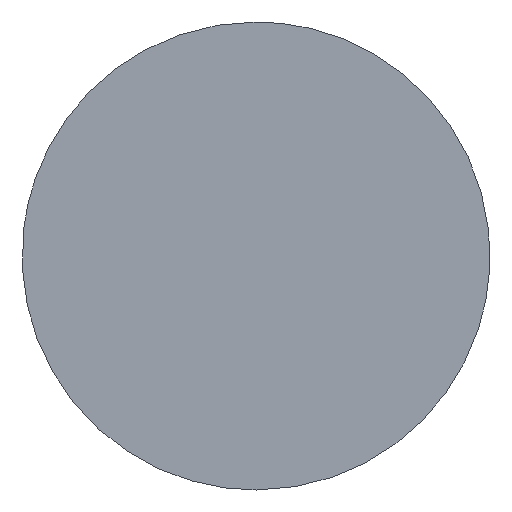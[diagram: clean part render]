
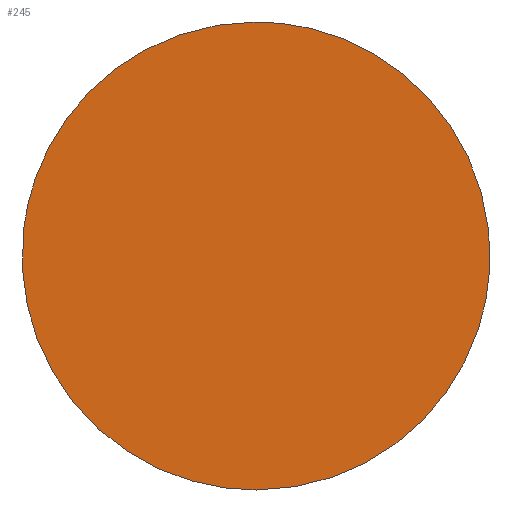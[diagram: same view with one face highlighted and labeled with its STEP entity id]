
A CAD part, front view. The second image highlights one B-rep face of the part: STEP entity #245.
In plain terms, the highlighted free-form (B-spline) face has degree [1, 1] with [2, 2] control points.
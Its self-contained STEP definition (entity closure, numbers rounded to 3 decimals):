
#70=CARTESIAN_POINT('',(-6.455,0.,0.767));
#71=VERTEX_POINT('',#70);
#72=CARTESIAN_POINT('',(0.0,0.0,-6.5));
#73=VERTEX_POINT('',#72);
#74=CARTESIAN_POINT('',(-6.455,0.,0.767));
#75=CARTESIAN_POINT('',(-6.5,0.0,0.385));
#76=CARTESIAN_POINT('',(-6.5,0.0,0.0));
#77=CARTESIAN_POINT('',(-6.5,0.0,-6.5));
#78=CARTESIAN_POINT('',(0.0,0.0,-6.5));
#86=(BOUNDED_CURVE()B_SPLINE_CURVE(2,(#74,#75,#76,#77,#78),.UNSPECIFIED.,.F.,.U.)B_SPLINE_CURVE_WITH_KNOTS((3,2,3),(0.23,0.25,0.5),.UNSPECIFIED.)CURVE()GEOMETRIC_REPRESENTATION_ITEM()RATIONAL_B_SPLINE_CURVE((0.956,0.976,1.0,0.707,1.0))REPRESENTATION_ITEM(''));
#87=EDGE_CURVE('',#71,#73,#86,.T.);
#128=CARTESIAN_POINT('',(6.488,0.,-0.397));
#129=VERTEX_POINT('',#128);
#135=CARTESIAN_POINT('',(0.0,0.0,-6.5));
#136=CARTESIAN_POINT('',(6.115,0.0,-6.5));
#137=CARTESIAN_POINT('',(6.488,0.,-0.397));
#145=(BOUNDED_CURVE()B_SPLINE_CURVE(2,(#135,#136,#137),.UNSPECIFIED.,.F.,.U.)B_SPLINE_CURVE_WITH_KNOTS((3,3),(0.5,0.739),.UNSPECIFIED.)CURVE()GEOMETRIC_REPRESENTATION_ITEM()RATIONAL_B_SPLINE_CURVE((1.0,0.72,0.976))REPRESENTATION_ITEM(''));
#146=EDGE_CURVE('',#73,#129,#145,.T.);
#169=CARTESIAN_POINT('',(0.0,0.0,6.5));
#170=VERTEX_POINT('',#169);
#171=CARTESIAN_POINT('',(0.0,0.0,6.5));
#172=CARTESIAN_POINT('',(-5.773,0.0,6.5));
#173=CARTESIAN_POINT('',(-6.455,0.,0.767));
#181=(BOUNDED_CURVE()B_SPLINE_CURVE(2,(#171,#172,#173),.UNSPECIFIED.,.F.,.U.)B_SPLINE_CURVE_WITH_KNOTS((3,3),(0.0,0.23),.UNSPECIFIED.)CURVE()GEOMETRIC_REPRESENTATION_ITEM()RATIONAL_B_SPLINE_CURVE((1.0,0.731,0.956))REPRESENTATION_ITEM(''));
#182=EDGE_CURVE('',#170,#71,#181,.T.);
#184=CARTESIAN_POINT('',(6.488,0.,-0.397));
#185=CARTESIAN_POINT('',(6.5,0.0,-0.199));
#186=CARTESIAN_POINT('',(6.5,0.0,0.0));
#187=CARTESIAN_POINT('',(6.5,0.0,6.5));
#188=CARTESIAN_POINT('',(0.0,0.0,6.5));
#196=(BOUNDED_CURVE()B_SPLINE_CURVE(2,(#184,#185,#186,#187,#188),.UNSPECIFIED.,.F.,.U.)B_SPLINE_CURVE_WITH_KNOTS((3,2,3),(0.739,0.75,1.0),.UNSPECIFIED.)CURVE()GEOMETRIC_REPRESENTATION_ITEM()RATIONAL_B_SPLINE_CURVE((0.976,0.988,1.0,0.707,1.0))REPRESENTATION_ITEM(''));
#197=EDGE_CURVE('',#129,#170,#196,.T.);
#234=CARTESIAN_POINT('',(-7.149,0.0,7.149));
#235=CARTESIAN_POINT('',(7.149,0.0,7.149));
#236=CARTESIAN_POINT('',(-7.149,0.0,-7.149));
#237=CARTESIAN_POINT('',(7.149,0.0,-7.149));
#238=B_SPLINE_SURFACE_WITH_KNOTS('',1,1,((#234,#236),(#235,#237)),.UNSPECIFIED.,.F.,.F.,.U.,(2,2),(2,2),(0.0,14.298),(0.0,14.299),.UNSPECIFIED.);
#239=ORIENTED_EDGE('',*,*,#182,.T.);
#240=ORIENTED_EDGE('',*,*,#87,.T.);
#241=ORIENTED_EDGE('',*,*,#146,.T.);
#242=ORIENTED_EDGE('',*,*,#197,.T.);
#243=EDGE_LOOP('',(#239,#240,#241,#242));
#244=FACE_OUTER_BOUND('',#243,.T.);
#245=ADVANCED_FACE('',(#244),#238,.F.);
